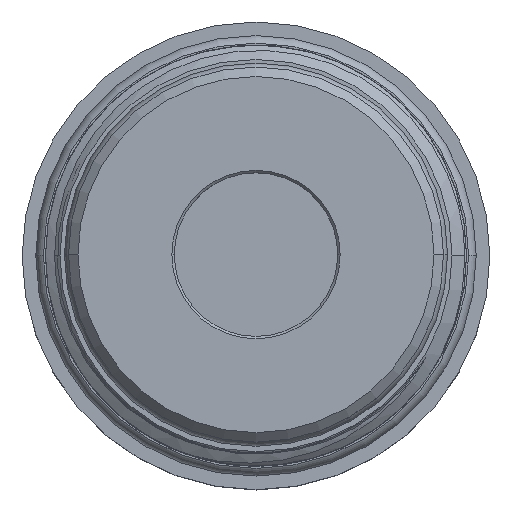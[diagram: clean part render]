
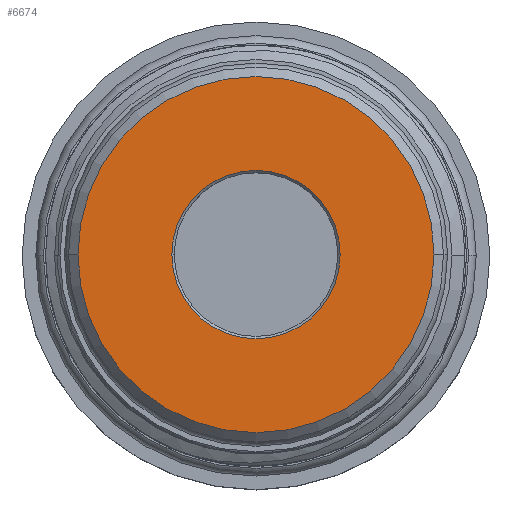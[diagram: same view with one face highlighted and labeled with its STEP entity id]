
A CAD part, top view. The second image highlights one B-rep face of the part: STEP entity #6674.
In plain terms, the highlighted planar face has unit normal (0, 0, 1).
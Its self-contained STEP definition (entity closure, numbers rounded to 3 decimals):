
#1154 = FACE_OUTER_BOUND ( 'NONE', #6650, .T. ) ;
#1158 = FACE_BOUND ( 'NONE', #7232, .T. ) ;
#1514 = DIRECTION ( 'NONE',  ( 0., 0., 1. ) ) ;
#1516 = CARTESIAN_POINT ( 'NONE',  ( 0., 0., 123.242 ) ) ;
#1553 = DIRECTION ( 'NONE',  ( 1., 0., 0. ) ) ;
#1694 = CARTESIAN_POINT ( 'NONE',  ( 0., 0., 123.242 ) ) ;
#1715 = CARTESIAN_POINT ( 'NONE',  ( 0., 0., 123.242 ) ) ;
#1820 = DIRECTION ( 'NONE',  ( 0., 0., -1. ) ) ;
#2038 = DIRECTION ( 'NONE',  ( -1., 0., 0. ) ) ;
#2080 = DIRECTION ( 'NONE',  ( 0., 0., -1. ) ) ;
#2133 = DIRECTION ( 'NONE',  ( -1., 0., 0. ) ) ;
#2558 = DIRECTION ( 'NONE',  ( -1., 0., 0. ) ) ;
#2559 = DIRECTION ( 'NONE',  ( 0., 0., -1. ) ) ;
#2560 = CARTESIAN_POINT ( 'NONE',  ( 0., 0., 123.242 ) ) ;
#2566 = PLANE ( 'NONE',  #9970 ) ;
#3364 = CIRCLE ( 'NONE', #9912, 15.075 ) ;
#3388 = CIRCLE ( 'NONE', #9618, 7.125 ) ;
#3414 = CIRCLE ( 'NONE', #9561, 7.125 ) ;
#3452 = CIRCLE ( 'NONE', #9641, 15.075 ) ;
#6650 = EDGE_LOOP ( 'NONE', ( #14245, #13881 ) ) ;
#6674 = ADVANCED_FACE ( 'NONE', ( #1158, #1154 ), #2566, .F. ) ;
#7232 = EDGE_LOOP ( 'NONE', ( #14477, #14153 ) ) ;
#7293 = EDGE_CURVE ( 'NONE', #11111, #11209, #3414, .T. ) ;
#7326 = EDGE_CURVE ( 'NONE', #11209, #11111, #3388, .T. ) ;
#7355 = EDGE_CURVE ( 'NONE', #11728, #11102, #3452, .T. ) ;
#7457 = EDGE_CURVE ( 'NONE', #11102, #11728, #3364, .T. ) ;
#9000 = CARTESIAN_POINT ( 'NONE',  ( -15.075, 0., 123.242 ) ) ;
#9006 = CARTESIAN_POINT ( 'NONE',  ( 7.125, 0., 123.242 ) ) ;
#9044 = CARTESIAN_POINT ( 'NONE',  ( -7.125, 0., 123.242 ) ) ;
#9092 = CARTESIAN_POINT ( 'NONE',  ( 15.075, 0., 123.242 ) ) ;
#9561 = AXIS2_PLACEMENT_3D ( 'NONE', #1715, #2080, #2038 ) ;
#9618 = AXIS2_PLACEMENT_3D ( 'NONE', #1694, #1820, #2133 ) ;
#9641 = AXIS2_PLACEMENT_3D ( 'NONE', #1516, #1514, #1553 ) ;
#9912 = AXIS2_PLACEMENT_3D ( 'NONE', #12409, #12410, #12411 ) ;
#9970 = AXIS2_PLACEMENT_3D ( 'NONE', #2560, #2559, #2558 ) ;
#11102 = VERTEX_POINT ( 'NONE', #9000 ) ;
#11111 = VERTEX_POINT ( 'NONE', #9006 ) ;
#11209 = VERTEX_POINT ( 'NONE', #9044 ) ;
#11728 = VERTEX_POINT ( 'NONE', #9092 ) ;
#12409 = CARTESIAN_POINT ( 'NONE',  ( 0., 0., 123.242 ) ) ;
#12410 = DIRECTION ( 'NONE',  ( 0., 0., 1. ) ) ;
#12411 = DIRECTION ( 'NONE',  ( 1., 0., 0. ) ) ;
#13881 = ORIENTED_EDGE ( 'NONE', *, *, #7355, .T. ) ;
#14153 = ORIENTED_EDGE ( 'NONE', *, *, #7326, .T. ) ;
#14245 = ORIENTED_EDGE ( 'NONE', *, *, #7457, .T. ) ;
#14477 = ORIENTED_EDGE ( 'NONE', *, *, #7293, .T. ) ;
